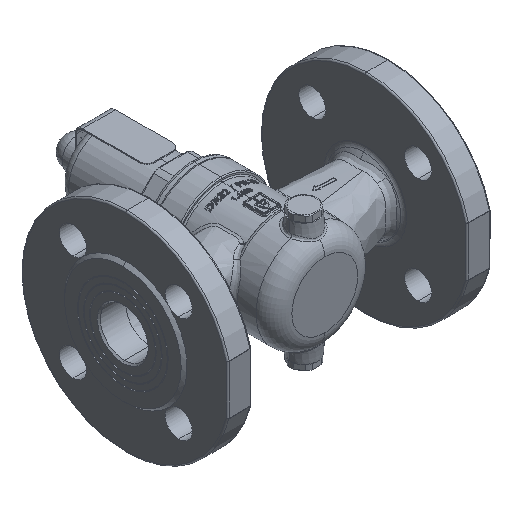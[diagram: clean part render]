
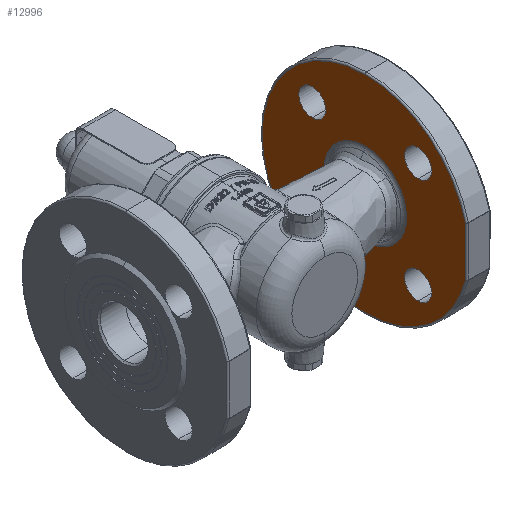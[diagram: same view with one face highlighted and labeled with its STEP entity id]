
A CAD part, isometric view. The second image highlights one B-rep face of the part: STEP entity #12996.
In plain terms, the highlighted planar face has unit normal (-1, 0, 0).
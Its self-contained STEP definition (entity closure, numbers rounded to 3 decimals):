
#2131 = EDGE_LOOP ( 'NONE', ( #67637, #67283 ) ) ;
#2132 = EDGE_LOOP ( 'NONE', ( #67625, #67641 ) ) ;
#2177 = EDGE_LOOP ( 'NONE', ( #67643, #67639 ) ) ;
#2184 = EDGE_LOOP ( 'NONE', ( #67623, #67624 ) ) ;
#2271 = EDGE_LOOP ( 'NONE', ( #67622, #67629 ) ) ;
#2276 = EDGE_LOOP ( 'NONE', ( #67636, #67638, #67634, #67635 ) ) ;
#5661 = VERTEX_POINT ( 'NONE', #47695 ) ;
#12996 = ADVANCED_FACE ( 'NONE', ( #55208, #55194, #55211, #55213, #55207, #55209 ), #55210, .F. ) ;
#28807 = CIRCLE ( 'NONE', #28811, 69. ) ;
#28811 = AXIS2_PLACEMENT_3D ( 'NONE', #36644, #36645, #36646 ) ;
#28944 = CIRCLE ( 'NONE', #28949, 69. ) ;
#28949 = AXIS2_PLACEMENT_3D ( 'NONE', #37535, #37536, #37537 ) ;
#29035 = CIRCLE ( 'NONE', #29041, 9. ) ;
#29041 = AXIS2_PLACEMENT_3D ( 'NONE', #42198, #42201, #42204 ) ;
#29111 = CIRCLE ( 'NONE', #29118, 9. ) ;
#29118 = AXIS2_PLACEMENT_3D ( 'NONE', #42771, #42774, #42777 ) ;
#29120 = CIRCLE ( 'NONE', #29125, 9. ) ;
#29125 = AXIS2_PLACEMENT_3D ( 'NONE', #42798, #42801, #42803 ) ;
#29528 = CIRCLE ( 'NONE', #29533, 9. ) ;
#29531 = CIRCLE ( 'NONE', #29559, 69. ) ;
#29533 = AXIS2_PLACEMENT_3D ( 'NONE', #46859, #46860, #46861 ) ;
#29542 = CIRCLE ( 'NONE', #29547, 9. ) ;
#29545 = CIRCLE ( 'NONE', #29550, 9. ) ;
#29547 = AXIS2_PLACEMENT_3D ( 'NONE', #50162, #50165, #50168 ) ;
#29548 = CIRCLE ( 'NONE', #29553, 9. ) ;
#29550 = AXIS2_PLACEMENT_3D ( 'NONE', #50174, #50176, #50178 ) ;
#29553 = AXIS2_PLACEMENT_3D ( 'NONE', #50183, #50185, #50187 ) ;
#29554 = CIRCLE ( 'NONE', #29574, 27.626 ) ;
#29558 = VECTOR ( 'NONE', #50214, 1000. ) ;
#29559 = AXIS2_PLACEMENT_3D ( 'NONE', #50203, #50206, #50209 ) ;
#29574 = AXIS2_PLACEMENT_3D ( 'NONE', #50251, #50254, #50256 ) ;
#36644 = CARTESIAN_POINT ( 'NONE',  ( 72., 0., 0. ) ) ;
#36645 = DIRECTION ( 'NONE',  ( -1., 0., 0. ) ) ;
#36646 = DIRECTION ( 'NONE',  ( 0., 0., 1. ) ) ;
#37535 = CARTESIAN_POINT ( 'NONE',  ( 72., 0., 0. ) ) ;
#37536 = DIRECTION ( 'NONE',  ( -1., 0., 0. ) ) ;
#37537 = DIRECTION ( 'NONE',  ( 0., 0., 1. ) ) ;
#42198 = CARTESIAN_POINT ( 'NONE',  ( 72., -35.355, -35.355 ) ) ;
#42201 = DIRECTION ( 'NONE',  ( -1., 0., 0. ) ) ;
#42204 = DIRECTION ( 'NONE',  ( 0., 0., -1. ) ) ;
#42771 = CARTESIAN_POINT ( 'NONE',  ( 72., 35.355, 35.355 ) ) ;
#42774 = DIRECTION ( 'NONE',  ( -1., 0., 0. ) ) ;
#42777 = DIRECTION ( 'NONE',  ( 0., 0., -1. ) ) ;
#42798 = CARTESIAN_POINT ( 'NONE',  ( 72., -35.355, 35.355 ) ) ;
#42801 = DIRECTION ( 'NONE',  ( -1., 0., 0. ) ) ;
#42803 = DIRECTION ( 'NONE',  ( 0., 0., -1. ) ) ;
#45469 = AXIS2_PLACEMENT_3D ( 'NONE', #55223, #55224, #55225 ) ;
#46859 = CARTESIAN_POINT ( 'NONE',  ( 72., 35.355, -35.355 ) ) ;
#46860 = DIRECTION ( 'NONE',  ( -1., 0., 0. ) ) ;
#46861 = DIRECTION ( 'NONE',  ( 0., 0., -1. ) ) ;
#47695 = CARTESIAN_POINT ( 'NONE',  ( 72., -67., -16.492 ) ) ;
#50162 = CARTESIAN_POINT ( 'NONE',  ( 72., 35.355, 35.355 ) ) ;
#50165 = DIRECTION ( 'NONE',  ( -1., 0., 0. ) ) ;
#50168 = DIRECTION ( 'NONE',  ( 0., 0., -1. ) ) ;
#50171 = LINE ( 'NONE', #50189, #29558 ) ;
#50174 = CARTESIAN_POINT ( 'NONE',  ( 72., -35.355, -35.355 ) ) ;
#50176 = DIRECTION ( 'NONE',  ( -1., 0., 0. ) ) ;
#50178 = DIRECTION ( 'NONE',  ( 0., 0., -1. ) ) ;
#50183 = CARTESIAN_POINT ( 'NONE',  ( 72., -35.355, 35.355 ) ) ;
#50185 = DIRECTION ( 'NONE',  ( -1., 0., 0. ) ) ;
#50187 = DIRECTION ( 'NONE',  ( 0., 0., -1. ) ) ;
#50189 = CARTESIAN_POINT ( 'NONE',  ( 72., -67., 0. ) ) ;
#50203 = CARTESIAN_POINT ( 'NONE',  ( 72., 0., 0. ) ) ;
#50206 = DIRECTION ( 'NONE',  ( -1., 0., 0. ) ) ;
#50209 = DIRECTION ( 'NONE',  ( 0., 0., 1. ) ) ;
#50214 = DIRECTION ( 'NONE',  ( 0., 0., 1. ) ) ;
#50251 = CARTESIAN_POINT ( 'NONE',  ( 72., 0., 0. ) ) ;
#50254 = DIRECTION ( 'NONE',  ( 1., 0., 0. ) ) ;
#50256 = DIRECTION ( 'NONE',  ( 0., 0., -1. ) ) ;
#52360 = AXIS2_PLACEMENT_3D ( 'NONE', #53347, #53348, #53349 ) ;
#52366 = CIRCLE ( 'NONE', #52360, 9. ) ;
#52383 = CIRCLE ( 'NONE', #52385, 27.626 ) ;
#52385 = AXIS2_PLACEMENT_3D ( 'NONE', #53481, #53482, #53483 ) ;
#53347 = CARTESIAN_POINT ( 'NONE',  ( 72., 35.355, -35.355 ) ) ;
#53348 = DIRECTION ( 'NONE',  ( -1., 0., 0. ) ) ;
#53349 = DIRECTION ( 'NONE',  ( 0., 0., -1. ) ) ;
#53481 = CARTESIAN_POINT ( 'NONE',  ( 72., 0., 0. ) ) ;
#53482 = DIRECTION ( 'NONE',  ( 1., 0., 0. ) ) ;
#53483 = DIRECTION ( 'NONE',  ( 0., 0., -1. ) ) ;
#55194 = FACE_BOUND ( 'NONE', #2132, .T. ) ;
#55207 = FACE_BOUND ( 'NONE', #2131, .T. ) ;
#55208 = FACE_BOUND ( 'NONE', #2184, .T. ) ;
#55209 = FACE_BOUND ( 'NONE', #2271, .T. ) ;
#55210 = PLANE ( 'NONE',  #45469 ) ;
#55211 = FACE_BOUND ( 'NONE', #2177, .T. ) ;
#55213 = FACE_OUTER_BOUND ( 'NONE', #2276, .T. ) ;
#55223 = CARTESIAN_POINT ( 'NONE',  ( 72., 69., 0. ) ) ;
#55224 = DIRECTION ( 'NONE',  ( 1., 0., 0. ) ) ;
#55225 = DIRECTION ( 'NONE',  ( 0., 0., -1. ) ) ;
#63445 = EDGE_CURVE ( 'NONE', #65675, #65567, #28807, .T. ) ;
#63545 = EDGE_CURVE ( 'NONE', #65567, #65593, #28944, .T. ) ;
#63599 = EDGE_CURVE ( 'NONE', #65504, #65313, #29035, .T. ) ;
#63641 = EDGE_CURVE ( 'NONE', #65334, #65555, #29111, .T. ) ;
#63643 = EDGE_CURVE ( 'NONE', #65338, #65363, #29120, .T. ) ;
#64034 = EDGE_CURVE ( 'NONE', #65529, #65326, #29528, .T. ) ;
#64043 = EDGE_CURVE ( 'NONE', #65555, #65334, #29542, .T. ) ;
#64044 = EDGE_CURVE ( 'NONE', #65313, #65504, #29545, .T. ) ;
#64045 = EDGE_CURVE ( 'NONE', #65363, #65338, #29548, .T. ) ;
#64048 = EDGE_CURVE ( 'NONE', #65593, #5661, #29531, .T. ) ;
#64050 = EDGE_CURVE ( 'NONE', #5661, #65675, #50171, .T. ) ;
#64055 = EDGE_CURVE ( 'NONE', #65316, #65499, #29554, .T. ) ;
#64390 = EDGE_CURVE ( 'NONE', #65326, #65529, #52366, .T. ) ;
#64431 = EDGE_CURVE ( 'NONE', #65499, #65316, #52383, .T. ) ;
#65313 = VERTEX_POINT ( 'NONE', #79113 ) ;
#65316 = VERTEX_POINT ( 'NONE', #79116 ) ;
#65326 = VERTEX_POINT ( 'NONE', #79121 ) ;
#65334 = VERTEX_POINT ( 'NONE', #79127 ) ;
#65338 = VERTEX_POINT ( 'NONE', #79130 ) ;
#65363 = VERTEX_POINT ( 'NONE', #79146 ) ;
#65499 = VERTEX_POINT ( 'NONE', #79232 ) ;
#65504 = VERTEX_POINT ( 'NONE', #79236 ) ;
#65529 = VERTEX_POINT ( 'NONE', #79252 ) ;
#65555 = VERTEX_POINT ( 'NONE', #79269 ) ;
#65567 = VERTEX_POINT ( 'NONE', #79276 ) ;
#65593 = VERTEX_POINT ( 'NONE', #79293 ) ;
#65675 = VERTEX_POINT ( 'NONE', #79346 ) ;
#67283 = ORIENTED_EDGE ( 'NONE', *, *, #64045, .F. ) ;
#67622 = ORIENTED_EDGE ( 'NONE', *, *, #64390, .F. ) ;
#67623 = ORIENTED_EDGE ( 'NONE', *, *, #64055, .T. ) ;
#67624 = ORIENTED_EDGE ( 'NONE', *, *, #64431, .T. ) ;
#67625 = ORIENTED_EDGE ( 'NONE', *, *, #63599, .F. ) ;
#67629 = ORIENTED_EDGE ( 'NONE', *, *, #64034, .F. ) ;
#67634 = ORIENTED_EDGE ( 'NONE', *, *, #64048, .T. ) ;
#67635 = ORIENTED_EDGE ( 'NONE', *, *, #64050, .T. ) ;
#67636 = ORIENTED_EDGE ( 'NONE', *, *, #63445, .T. ) ;
#67637 = ORIENTED_EDGE ( 'NONE', *, *, #63643, .F. ) ;
#67638 = ORIENTED_EDGE ( 'NONE', *, *, #63545, .T. ) ;
#67639 = ORIENTED_EDGE ( 'NONE', *, *, #64043, .F. ) ;
#67641 = ORIENTED_EDGE ( 'NONE', *, *, #64044, .F. ) ;
#67643 = ORIENTED_EDGE ( 'NONE', *, *, #63641, .F. ) ;
#79113 = CARTESIAN_POINT ( 'NONE',  ( 72., -35.355, -26.355 ) ) ;
#79116 = CARTESIAN_POINT ( 'NONE',  ( 72., 0., -27.626 ) ) ;
#79121 = CARTESIAN_POINT ( 'NONE',  ( 72., 35.355, -44.355 ) ) ;
#79127 = CARTESIAN_POINT ( 'NONE',  ( 72., 35.355, 26.355 ) ) ;
#79130 = CARTESIAN_POINT ( 'NONE',  ( 72., -35.355, 26.355 ) ) ;
#79146 = CARTESIAN_POINT ( 'NONE',  ( 72., -35.355, 44.355 ) ) ;
#79232 = CARTESIAN_POINT ( 'NONE',  ( 72., 0., 27.626 ) ) ;
#79236 = CARTESIAN_POINT ( 'NONE',  ( 72., -35.355, -44.355 ) ) ;
#79252 = CARTESIAN_POINT ( 'NONE',  ( 72., 35.355, -26.355 ) ) ;
#79269 = CARTESIAN_POINT ( 'NONE',  ( 72., 35.355, 44.355 ) ) ;
#79276 = CARTESIAN_POINT ( 'NONE',  ( 72., 0., 69. ) ) ;
#79293 = CARTESIAN_POINT ( 'NONE',  ( 72., 0., -69. ) ) ;
#79346 = CARTESIAN_POINT ( 'NONE',  ( 72., -67., 16.492 ) ) ;
